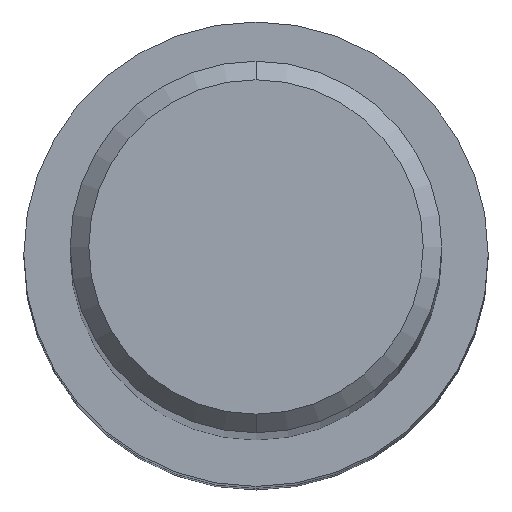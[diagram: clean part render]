
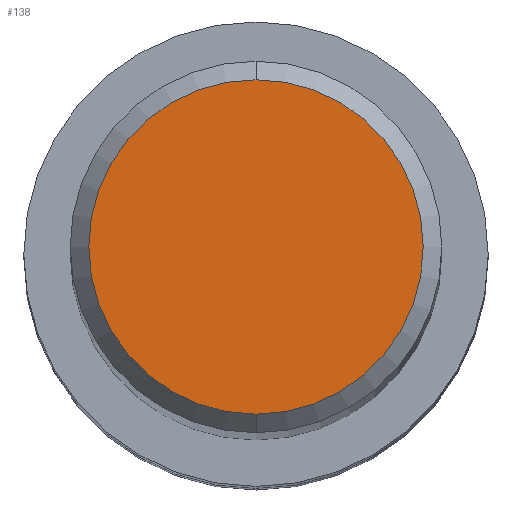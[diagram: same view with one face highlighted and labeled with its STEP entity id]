
A CAD part, top view. The second image highlights one B-rep face of the part: STEP entity #138.
In plain terms, the highlighted planar face has unit normal (0, 0, 1).
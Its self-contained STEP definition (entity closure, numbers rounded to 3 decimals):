
#100=EDGE_CURVE('',#206,#114,#238,.T.);
#104=EDGE_CURVE('',#114,#206,#242,.T.);
#114=VERTEX_POINT('',#252);
#138=ADVANCED_FACE('',(#277),#278,.T.);
#206=VERTEX_POINT('',#358);
#238=CIRCLE('',#387,5.4);
#242=CIRCLE('',#393,5.4);
#252=CARTESIAN_POINT('',(0.0,5.4,0.0));
#277=FACE_OUTER_BOUND('',#438,.T.);
#278=PLANE('',#439);
#358=CARTESIAN_POINT('',(0.,-5.4,0.0));
#387=AXIS2_PLACEMENT_3D('',#552,#553,#554);
#393=AXIS2_PLACEMENT_3D('',#558,#559,#560);
#438=EDGE_LOOP('',(#585,#586));
#439=AXIS2_PLACEMENT_3D('',#587,#588,#589);
#552=CARTESIAN_POINT('',(0.0,0.0,0.0));
#553=DIRECTION('',(0.0,0.0,-1.0));
#554=DIRECTION('',(0.0,1.0,0.0));
#558=CARTESIAN_POINT('',(0.0,0.0,0.0));
#559=DIRECTION('',(0.0,0.0,-1.0));
#560=DIRECTION('',(0.0,1.0,0.0));
#585=ORIENTED_EDGE('',*,*,#104,.F.);
#586=ORIENTED_EDGE('',*,*,#100,.F.);
#587=CARTESIAN_POINT('',(0.0,2.7,0.0));
#588=DIRECTION('',(-0.0,0.0,1.0));
#589=DIRECTION('',(0.0,-1.0,0.0));
